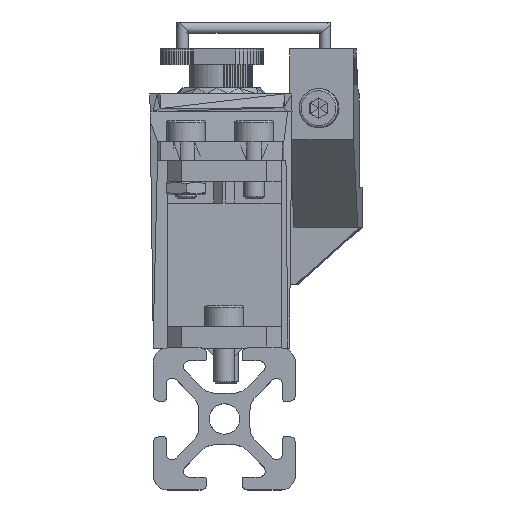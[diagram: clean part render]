
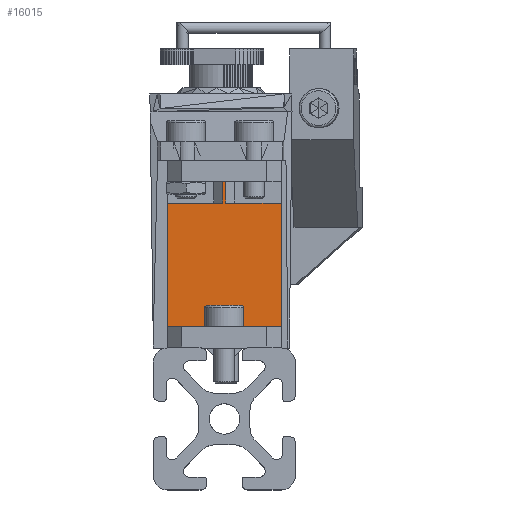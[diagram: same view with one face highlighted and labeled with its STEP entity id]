
A CAD part, front view. The second image highlights one B-rep face of the part: STEP entity #16015.
In plain terms, the highlighted planar face has unit normal (0, -1, 0).
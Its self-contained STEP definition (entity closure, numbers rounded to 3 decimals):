
#579=PLANE('',#17149);
#1375=FACE_OUTER_BOUND('',#2297,.T.);
#2297=EDGE_LOOP('',(#12629,#12630,#12631,#12632,#12633,#12634,#12635,#12636));
#3591=LINE('',#24303,#5545);
#3600=LINE('',#24321,#5554);
#3601=LINE('',#24323,#5555);
#3602=LINE('',#24325,#5556);
#3603=LINE('',#24327,#5557);
#3604=LINE('',#24329,#5558);
#3605=LINE('',#24331,#5559);
#3606=LINE('',#24332,#5560);
#5545=VECTOR('',#19696,10.);
#5554=VECTOR('',#19709,10.);
#5555=VECTOR('',#19712,10.);
#5556=VECTOR('',#19713,10.);
#5557=VECTOR('',#19714,10.);
#5558=VECTOR('',#19715,10.);
#5559=VECTOR('',#19716,10.);
#5560=VECTOR('',#19717,10.);
#7571=VERTEX_POINT('',#24299);
#7573=VERTEX_POINT('',#24302);
#7578=VERTEX_POINT('',#24315);
#7580=VERTEX_POINT('',#24319);
#7581=VERTEX_POINT('',#24324);
#7582=VERTEX_POINT('',#24326);
#7583=VERTEX_POINT('',#24328);
#7584=VERTEX_POINT('',#24330);
#9407=EDGE_CURVE('',#7571,#7573,#3591,.T.);
#9416=EDGE_CURVE('',#7580,#7578,#3600,.T.);
#9417=EDGE_CURVE('',#7571,#7578,#3601,.T.);
#9418=EDGE_CURVE('',#7580,#7581,#3602,.T.);
#9419=EDGE_CURVE('',#7582,#7581,#3603,.T.);
#9420=EDGE_CURVE('',#7583,#7582,#3604,.T.);
#9421=EDGE_CURVE('',#7583,#7584,#3605,.T.);
#9422=EDGE_CURVE('',#7584,#7573,#3606,.T.);
#12629=ORIENTED_EDGE('',*,*,#9407,.F.);
#12630=ORIENTED_EDGE('',*,*,#9417,.T.);
#12631=ORIENTED_EDGE('',*,*,#9416,.F.);
#12632=ORIENTED_EDGE('',*,*,#9418,.T.);
#12633=ORIENTED_EDGE('',*,*,#9419,.F.);
#12634=ORIENTED_EDGE('',*,*,#9420,.F.);
#12635=ORIENTED_EDGE('',*,*,#9421,.T.);
#12636=ORIENTED_EDGE('',*,*,#9422,.T.);
#16015=ADVANCED_FACE('',(#1375),#579,.T.);
#17149=AXIS2_PLACEMENT_3D('',#24322,#19710,#19711);
#19696=DIRECTION('',(0.,0.,-1.));
#19709=DIRECTION('',(0.,0.,1.));
#19710=DIRECTION('center_axis',(0.,-1.,
0.));
#19711=DIRECTION('ref_axis',(1.,0.,0.));
#19712=DIRECTION('',(-1.,0.,0.));
#19713=DIRECTION('',(-1.,0.,0.));
#19714=DIRECTION('',(0.,0.,1.));
#19715=DIRECTION('',(-1.,0.,0.));
#19716=DIRECTION('',(0.,0.,1.));
#19717=DIRECTION('',(-1.,0.,0.));
#24299=CARTESIAN_POINT('',(0.2,-22.972,33.451));
#24302=CARTESIAN_POINT('',(0.2,-22.972,30.43));
#24303=CARTESIAN_POINT('',(0.2,-22.972,20.971));
#24315=CARTESIAN_POINT('',(-0.2,-22.972,33.451));
#24319=CARTESIAN_POINT('',(-0.2,-22.972,30.43));
#24321=CARTESIAN_POINT('',(-0.2,-22.972,20.971));
#24322=CARTESIAN_POINT('Origin',(-8.,-22.972,10.001));
#24323=CARTESIAN_POINT('',(-8.,-22.972,33.451));
#24324=CARTESIAN_POINT('',(-8.,-22.972,30.43));
#24325=CARTESIAN_POINT('',(-8.,-22.972,30.43));
#24326=CARTESIAN_POINT('',(-8.,-22.972,13.001));
#24327=CARTESIAN_POINT('',(-8.,-22.972,10.001));
#24328=CARTESIAN_POINT('',(8.,-22.972,13.001));
#24329=CARTESIAN_POINT('',(-4.,-22.972,13.001));
#24330=CARTESIAN_POINT('',(8.,-22.972,30.43));
#24331=CARTESIAN_POINT('',(8.,-22.972,10.001));
#24332=CARTESIAN_POINT('',(0.,-22.972,30.43));
